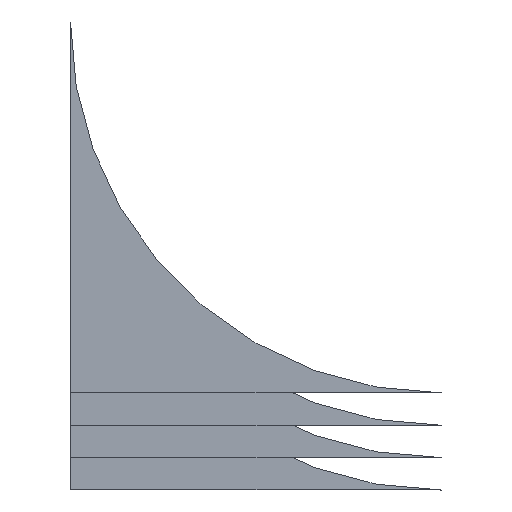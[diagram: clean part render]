
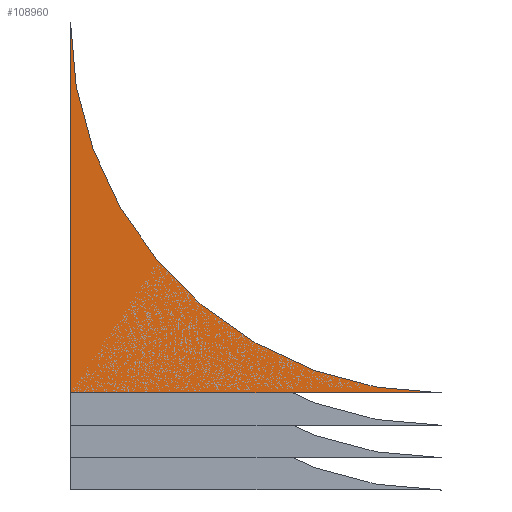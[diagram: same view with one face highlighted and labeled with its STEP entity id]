
A CAD part, top view. The second image highlights one B-rep face of the part: STEP entity #108960.
In plain terms, the highlighted face is planar.
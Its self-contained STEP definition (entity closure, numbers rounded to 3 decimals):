
#39200=CARTESIAN_POINT('',(1.894,9.341,
-4.05));
#39210=VERTEX_POINT('',#39200);
#39290=CARTESIAN_POINT('',(2.094,9.141,
-4.05));
#39300=VERTEX_POINT('',#39290);
#39330=CARTESIAN_POINT('',(2.094,9.341,
-4.05));
#39340=DIRECTION('',(0.,0.,-1.));
#39350=DIRECTION('',(1.,0.,0.));
#39360=AXIS2_PLACEMENT_3D('',#39330,#39340,#39350);
#39370=CIRCLE('',#39360,0.2);
#39380=EDGE_CURVE('',#39300,#39210,#39370,.T.);
#107920=CARTESIAN_POINT('',(26.894,9.141,
-4.05));
#107930=DIRECTION('',(1.,0.,0.));
#107940=VECTOR('',#107930,1.);
#107950=LINE('',#107920,#107940);
#107960=CARTESIAN_POINT('',(1.894,9.141,
-4.05));
#107970=VERTEX_POINT('',#107960);
#107980=EDGE_CURVE('',#107970,#39300,#107950,.T.);
#108000=CARTESIAN_POINT('',(1.894,13.99,
-4.05));
#108010=DIRECTION('',(0.,-1.,0.));
#108020=VECTOR('',#108010,1.);
#108030=LINE('',#108000,#108020);
#108040=EDGE_CURVE('',#39210,#107970,#108030,.T.);
#108860=CARTESIAN_POINT('',(18.481,38.161,
-4.05));
#108870=DIRECTION('',(0.,0.,-1.));
#108880=DIRECTION('',(0.985,-0.174,
0.));
#108890=AXIS2_PLACEMENT_3D('',#108860,#108870,#108880);
#108900=PLANE('',#108890);
#108910=ORIENTED_EDGE('',*,*,#108040,.F.);
#108920=ORIENTED_EDGE('',*,*,#107980,.F.);
#108930=ORIENTED_EDGE('',*,*,#39380,.F.);
#108940=EDGE_LOOP('',(#108930,#108920,#108910));
#108950=FACE_OUTER_BOUND('',#108940,.T.);
#108960=ADVANCED_FACE('',(#108950),#108900,.T.);
